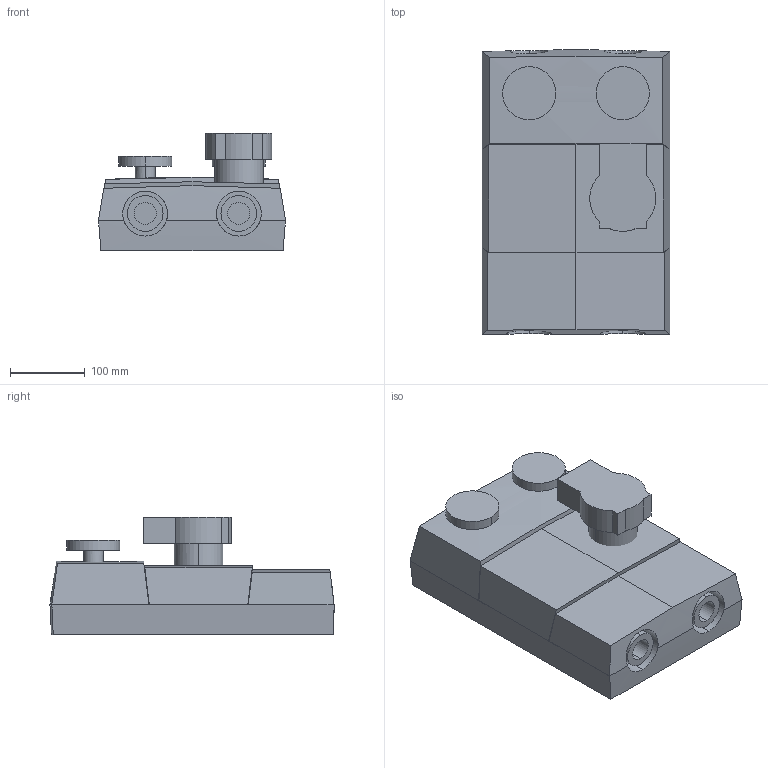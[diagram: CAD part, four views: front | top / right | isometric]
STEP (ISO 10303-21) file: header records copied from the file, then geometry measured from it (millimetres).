
FILE_DESCRIPTION (( 'STEP AP214' ), '1' );
FILE_NAME ('61001200 GDA DN32 W.STEP', '2021-12-27T13:09:45', ( '' ), ( '' ), 'SwSTEP 2.0', 'SolidWorks 2021', '' );
FILE_SCHEMA (( 'AUTOMOTIVE_DESIGN' ));
Length unit declared in the file: millimetre
Products named in the file (1): 61001200 GDA DN32 W
Bounding box: 250 x 379.43 x 157.1 mm (x, y, z)
Volume: 8751108.2 mm3; surface area: 477753.7 mm2
Topology: 4 solids, 4 shells, 140 faces, 365 edges, 240 vertices
Faces by surface type: cylinder 75, plane 63, torus 2
Entity records: 5400 total; most frequent: CARTESIAN_POINT 1564, ORIENTED_EDGE 730, DIRECTION 723, EDGE_CURVE 365, AXIS2_PLACEMENT_3D 265, VERTEX_POINT 240, LINE 193, VECTOR 193
